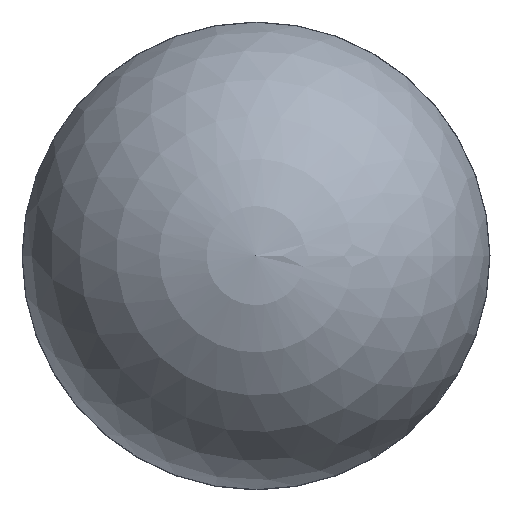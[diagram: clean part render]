
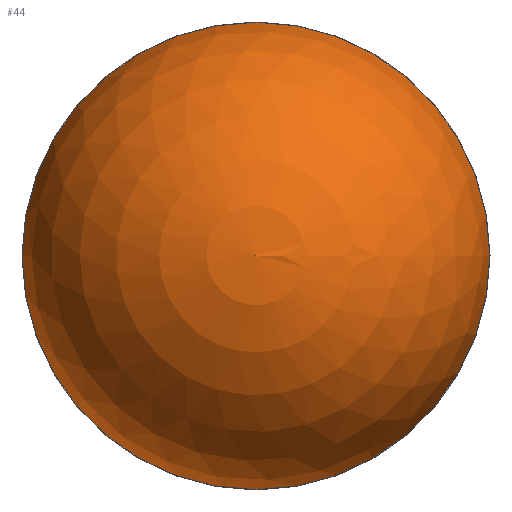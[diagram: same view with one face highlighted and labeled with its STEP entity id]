
A CAD part, top view. The second image highlights one B-rep face of the part: STEP entity #44.
In plain terms, the highlighted spherical face has radius 16 mm.
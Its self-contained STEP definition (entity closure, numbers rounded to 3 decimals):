
#44 = ADVANCED_FACE( '', ( #89 ), #90, .T. );
#89 = FACE_OUTER_BOUND( '', #127, .T. );
#90 = SPHERICAL_SURFACE( '', #128, 16. );
#127 = EDGE_LOOP( '', ( #171 ) );
#128 = AXIS2_PLACEMENT_3D( '', #172, #173, #174 );
#171 = ORIENTED_EDGE( '', *, *, #193, .F. );
#172 = CARTESIAN_POINT( '', ( 0., 0., 15.5 ) );
#173 = DIRECTION( '', ( 0., 0., 1. ) );
#174 = DIRECTION( '', ( 1., 0., 0. ) );
#193 = EDGE_CURVE( '', #214, #214, #215, .F. );
#214 = VERTEX_POINT( '', #236 );
#215 = CIRCLE( '', #237, 15.951 );
#236 = CARTESIAN_POINT( '', ( 15.951, 0., 16.749 ) );
#237 = AXIS2_PLACEMENT_3D( '', #259, #260, #261 );
#259 = CARTESIAN_POINT( '', ( 0., 0., 16.749 ) );
#260 = DIRECTION( '', ( 0., 0., 1. ) );
#261 = DIRECTION( '', ( 1., 0., 0. ) );
